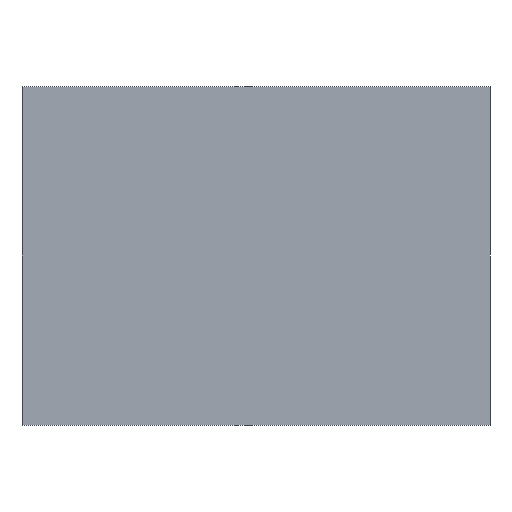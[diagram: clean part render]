
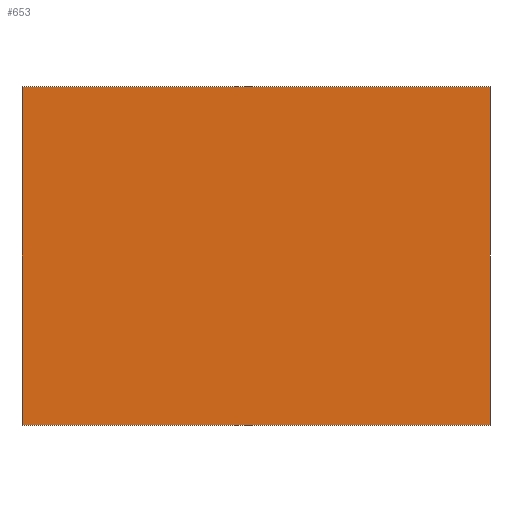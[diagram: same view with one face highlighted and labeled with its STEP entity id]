
A CAD part, front view. The second image highlights one B-rep face of the part: STEP entity #653.
In plain terms, the highlighted planar face has unit normal (0, -1, 0).
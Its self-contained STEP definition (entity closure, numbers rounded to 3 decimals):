
#5 = CARTESIAN_POINT ( 'NONE',  ( 0., 0., 0. ) ) ;
#12 = PLANE ( 'NONE',  #571 ) ;
#14 = DIRECTION ( 'NONE',  ( 0., -1., 0. ) ) ;
#33 = CARTESIAN_POINT ( 'NONE',  ( 34.6, 0., 25. ) ) ;
#34 = CARTESIAN_POINT ( 'NONE',  ( -34.6, 0., -25. ) ) ;
#56 = DIRECTION ( 'NONE',  ( 1., 0., 0. ) ) ;
#57 = CARTESIAN_POINT ( 'NONE',  ( -34.6, 0., 25. ) ) ;
#64 = DIRECTION ( 'NONE',  ( 0., 0., 1. ) ) ;
#67 = CARTESIAN_POINT ( 'NONE',  ( -34.6, 0., 25. ) ) ;
#73 = DIRECTION ( 'NONE',  ( 0., 0., -1. ) ) ;
#80 = DIRECTION ( 'NONE',  ( -1., 0., 0. ) ) ;
#170 = CARTESIAN_POINT ( 'NONE',  ( -34.6, 0., 25. ) ) ;
#176 = CARTESIAN_POINT ( 'NONE',  ( -34.6, 0., -25. ) ) ;
#178 = CARTESIAN_POINT ( 'NONE',  ( 34.6, 0., -25. ) ) ;
#180 = CARTESIAN_POINT ( 'NONE',  ( 34.6, 0., 25. ) ) ;
#276 = FACE_OUTER_BOUND ( 'NONE', #356, .T. ) ;
#300 = EDGE_CURVE ( 'NONE', #431, #433, #516, .T. ) ;
#302 = EDGE_CURVE ( 'NONE', #433, #435, #519, .T. ) ;
#305 = EDGE_CURVE ( 'NONE', #435, #441, #529, .T. ) ;
#308 = EDGE_CURVE ( 'NONE', #441, #431, #535, .T. ) ;
#356 = EDGE_LOOP ( 'NONE', ( #410, #402, #401, #411 ) ) ;
#401 = ORIENTED_EDGE ( 'NONE', *, *, #305, .F. ) ;
#402 = ORIENTED_EDGE ( 'NONE', *, *, #308, .F. ) ;
#410 = ORIENTED_EDGE ( 'NONE', *, *, #300, .F. ) ;
#411 = ORIENTED_EDGE ( 'NONE', *, *, #302, .F. ) ;
#431 = VERTEX_POINT ( 'NONE', #180 ) ;
#433 = VERTEX_POINT ( 'NONE', #178 ) ;
#435 = VERTEX_POINT ( 'NONE', #176 ) ;
#441 = VERTEX_POINT ( 'NONE', #170 ) ;
#516 = LINE ( 'NONE', #33, #522 ) ;
#519 = LINE ( 'NONE', #34, #526 ) ;
#522 = VECTOR ( 'NONE', #73, 1000. ) ;
#526 = VECTOR ( 'NONE', #80, 1000. ) ;
#529 = LINE ( 'NONE', #67, #532 ) ;
#532 = VECTOR ( 'NONE', #64, 1000. ) ;
#535 = LINE ( 'NONE', #57, #538 ) ;
#538 = VECTOR ( 'NONE', #56, 1000. ) ;
#571 = AXIS2_PLACEMENT_3D ( 'NONE', #5, #14, #691 ) ;
#653 = ADVANCED_FACE ( 'NONE', ( #276 ), #12, .T. ) ;
#691 = DIRECTION ( 'NONE',  ( 0., 0., -1. ) ) ;
